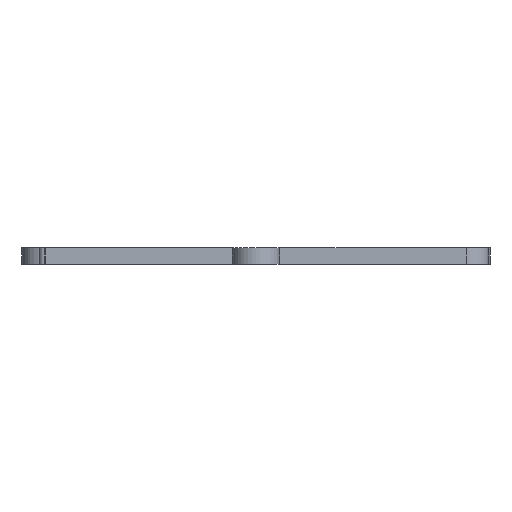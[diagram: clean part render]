
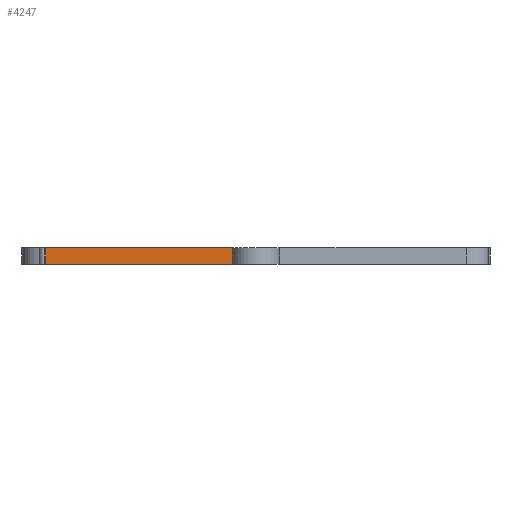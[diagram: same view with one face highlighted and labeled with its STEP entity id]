
A CAD part, left-side view. The second image highlights one B-rep face of the part: STEP entity #4247.
In plain terms, the highlighted planar face has unit normal (-1, 0, 0).
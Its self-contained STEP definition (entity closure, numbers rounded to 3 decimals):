
#378=PLANE('',#4539);
#495=FACE_OUTER_BOUND('',#757,.T.);
#757=EDGE_LOOP('',(#3195,#3196,#3197,#3198));
#982=LINE('',#5403,#1376);
#1026=LINE('',#5575,#1420);
#1095=LINE('',#6202,#1489);
#1096=LINE('',#6204,#1490);
#1376=VECTOR('',#4664,10.);
#1420=VECTOR('',#4818,10.);
#1489=VECTOR('',#4895,10.);
#1490=VECTOR('',#4898,10.);
#1814=VERTEX_POINT('',#5400);
#1815=VERTEX_POINT('',#5402);
#1887=VERTEX_POINT('',#5572);
#1888=VERTEX_POINT('',#5574);
#2252=EDGE_CURVE('',#1814,#1815,#982,.T.);
#2338=EDGE_CURVE('',#1888,#1887,#1026,.T.);
#2489=EDGE_CURVE('',#1887,#1815,#1095,.T.);
#2490=EDGE_CURVE('',#1888,#1814,#1096,.T.);
#3195=ORIENTED_EDGE('',*,*,#2489,.T.);
#3196=ORIENTED_EDGE('',*,*,#2252,.F.);
#3197=ORIENTED_EDGE('',*,*,#2490,.F.);
#3198=ORIENTED_EDGE('',*,*,#2338,.T.);
#4247=ADVANCED_FACE('',(#495),#378,.T.);
#4539=AXIS2_PLACEMENT_3D('',#6203,#4896,#4897);
#4664=DIRECTION('',(0.,-1.,0.));
#4818=DIRECTION('',(0.,-1.,0.));
#4895=DIRECTION('',(0.,0.,1.));
#4896=DIRECTION('center_axis',(-1.,0.,0.));
#4897=DIRECTION('ref_axis',(0.,-1.,0.));
#4898=DIRECTION('',(0.,0.,1.));
#5400=CARTESIAN_POINT('',(66.924,-50.338,-4.7));
#5402=CARTESIAN_POINT('',(66.924,-85.938,-4.7));
#5403=CARTESIAN_POINT('',(66.924,-51.892,-4.7));
#5572=CARTESIAN_POINT('',(66.924,-85.938,-7.9));
#5574=CARTESIAN_POINT('',(66.924,-50.338,-7.9));
#5575=CARTESIAN_POINT('',(66.924,-70.438,-7.9));
#6202=CARTESIAN_POINT('',(66.924,-85.938,-7.9));
#6203=CARTESIAN_POINT('Origin',(66.924,-50.388,-7.9));
#6204=CARTESIAN_POINT('',(66.924,-50.338,-7.9));
